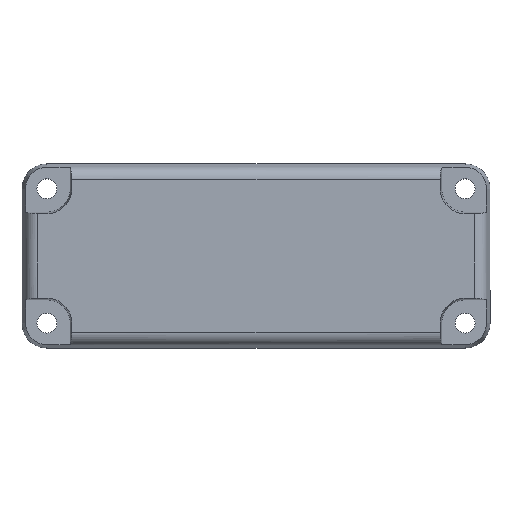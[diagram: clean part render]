
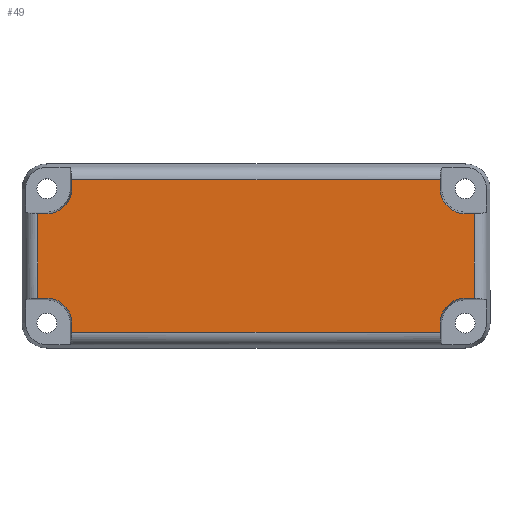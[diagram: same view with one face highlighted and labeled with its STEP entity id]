
A CAD part, top view. The second image highlights one B-rep face of the part: STEP entity #49.
In plain terms, the highlighted planar face has unit normal (0, 0, 1).
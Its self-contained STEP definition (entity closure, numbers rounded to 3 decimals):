
#14 = DIRECTION ( 'NONE',  ( 1., 0., 0. ) ) ;
#24 = CARTESIAN_POINT ( 'NONE',  ( -96.5, -19.5, 10. ) ) ;
#49 = ADVANCED_FACE ( 'NONE', ( #1360 ), #1048, .F. ) ;
#128 = ORIENTED_EDGE ( 'NONE', *, *, #1284, .T. ) ;
#130 = VERTEX_POINT ( 'NONE', #156 ) ;
#149 = CARTESIAN_POINT ( 'NONE',  ( -85., 35.217, 10. ) ) ;
#156 = CARTESIAN_POINT ( 'NONE',  ( -100.717, 19.5, 10. ) ) ;
#157 = EDGE_LOOP ( 'NONE', ( #128, #977, #242, #2018, #1511, #1466, #773, #1889, #290, #1975, #1952, #816, #1062, #1637, #1124, #1739 ) ) ;
#162 = CARTESIAN_POINT ( 'NONE',  ( -85., -31., 10. ) ) ;
#164 = EDGE_CURVE ( 'NONE', #130, #362, #1096, .T. ) ;
#168 = CARTESIAN_POINT ( 'NONE',  ( -96.5, 19.5, 10. ) ) ;
#191 = CARTESIAN_POINT ( 'NONE',  ( -96.5, -19.5, 10. ) ) ;
#192 = VECTOR ( 'NONE', #1121, 1000. ) ;
#235 = VERTEX_POINT ( 'NONE', #24 ) ;
#241 = EDGE_CURVE ( 'NONE', #1232, #931, #534, .T. ) ;
#242 = ORIENTED_EDGE ( 'NONE', *, *, #2045, .F. ) ;
#246 = VECTOR ( 'NONE', #286, 1000. ) ;
#250 = VECTOR ( 'NONE', #1321, 1000. ) ;
#253 = CIRCLE ( 'NONE', #1786, 11.5 ) ;
#255 = EDGE_CURVE ( 'NONE', #1404, #874, #1921, .T. ) ;
#279 = CARTESIAN_POINT ( 'NONE',  ( 96.5, -19.5, 10. ) ) ;
#286 = DIRECTION ( 'NONE',  ( 1., 0., 0. ) ) ;
#290 = ORIENTED_EDGE ( 'NONE', *, *, #1247, .T. ) ;
#297 = DIRECTION ( 'NONE',  ( 0., -1., 0. ) ) ;
#350 = CARTESIAN_POINT ( 'NONE',  ( -85., -35.217, 10. ) ) ;
#359 = DIRECTION ( 'NONE',  ( -1., 0., 0. ) ) ;
#360 = VERTEX_POINT ( 'NONE', #837 ) ;
#362 = VERTEX_POINT ( 'NONE', #1684 ) ;
#404 = EDGE_CURVE ( 'NONE', #594, #235, #253, .T. ) ;
#435 = DIRECTION ( 'NONE',  ( 0., 0., 1. ) ) ;
#448 = CARTESIAN_POINT ( 'NONE',  ( 96.5, -31., 10. ) ) ;
#534 = CIRCLE ( 'NONE', #1463, 11.5 ) ;
#537 = DIRECTION ( 'NONE',  ( 0., 1., 0. ) ) ;
#572 = AXIS2_PLACEMENT_3D ( 'NONE', #1175, #1497, #1518 ) ;
#594 = VERTEX_POINT ( 'NONE', #162 ) ;
#596 = DIRECTION ( 'NONE',  ( 1., 0., 0. ) ) ;
#606 = CARTESIAN_POINT ( 'NONE',  ( 96.5, 19.5, 10. ) ) ;
#607 = VECTOR ( 'NONE', #2037, 1000. ) ;
#628 = DIRECTION ( 'NONE',  ( -1., 0., 0. ) ) ;
#636 = VECTOR ( 'NONE', #2119, 1000. ) ;
#640 = VERTEX_POINT ( 'NONE', #1486 ) ;
#651 = CIRCLE ( 'NONE', #572, 11.5 ) ;
#656 = VECTOR ( 'NONE', #359, 1000. ) ;
#718 = LINE ( 'NONE', #191, #607 ) ;
#738 = LINE ( 'NONE', #606, #246 ) ;
#773 = ORIENTED_EDGE ( 'NONE', *, *, #1353, .F. ) ;
#816 = ORIENTED_EDGE ( 'NONE', *, *, #404, .F. ) ;
#832 = DIRECTION ( 'NONE',  ( 0., 0., 1. ) ) ;
#837 = CARTESIAN_POINT ( 'NONE',  ( 85., -31., 10. ) ) ;
#856 = EDGE_CURVE ( 'NONE', #235, #362, #1994, .T. ) ;
#874 = VERTEX_POINT ( 'NONE', #2068 ) ;
#886 = CARTESIAN_POINT ( 'NONE',  ( -96.5, 31., 10. ) ) ;
#892 = VECTOR ( 'NONE', #1246, 1000. ) ;
#904 = DIRECTION ( 'NONE',  ( -1., 0., 0. ) ) ;
#915 = EDGE_CURVE ( 'NONE', #360, #2106, #1456, .T. ) ;
#931 = VERTEX_POINT ( 'NONE', #1598 ) ;
#968 = LINE ( 'NONE', #1771, #192 ) ;
#977 = ORIENTED_EDGE ( 'NONE', *, *, #1614, .T. ) ;
#997 = CARTESIAN_POINT ( 'NONE',  ( 85., 31., 10. ) ) ;
#1004 = DIRECTION ( 'NONE',  ( 0., 1., 0. ) ) ;
#1048 = PLANE ( 'NONE',  #1863 ) ;
#1053 = CARTESIAN_POINT ( 'NONE',  ( 100.717, 19.5, 10. ) ) ;
#1062 = ORIENTED_EDGE ( 'NONE', *, *, #1384, .T. ) ;
#1091 = CARTESIAN_POINT ( 'NONE',  ( 85., -42.5, 10. ) ) ;
#1096 = LINE ( 'NONE', #1795, #636 ) ;
#1114 = CARTESIAN_POINT ( 'NONE',  ( 100.717, 31., 10. ) ) ;
#1121 = DIRECTION ( 'NONE',  ( 1., 0., 0. ) ) ;
#1124 = ORIENTED_EDGE ( 'NONE', *, *, #915, .F. ) ;
#1151 = EDGE_CURVE ( 'NONE', #874, #1698, #1706, .T. ) ;
#1157 = CIRCLE ( 'NONE', #1238, 11.5 ) ;
#1173 = CARTESIAN_POINT ( 'NONE',  ( -96.5, 31., 10. ) ) ;
#1175 = CARTESIAN_POINT ( 'NONE',  ( 96.5, 31., 10. ) ) ;
#1232 = VERTEX_POINT ( 'NONE', #1492 ) ;
#1238 = AXIS2_PLACEMENT_3D ( 'NONE', #448, #435, #596 ) ;
#1239 = CARTESIAN_POINT ( 'NONE',  ( -96.5, -19.5, 10. ) ) ;
#1246 = DIRECTION ( 'NONE',  ( 0., -1., 0. ) ) ;
#1247 = EDGE_CURVE ( 'NONE', #1232, #130, #1802, .T. ) ;
#1274 = LINE ( 'NONE', #1520, #1753 ) ;
#1282 = CARTESIAN_POINT ( 'NONE',  ( -96.5, -31., 10. ) ) ;
#1284 = EDGE_CURVE ( 'NONE', #1601, #640, #718, .T. ) ;
#1292 = VERTEX_POINT ( 'NONE', #1053 ) ;
#1293 = DIRECTION ( 'NONE',  ( 0., 1., 0. ) ) ;
#1321 = DIRECTION ( 'NONE',  ( -1., 0., 0. ) ) ;
#1353 = EDGE_CURVE ( 'NONE', #931, #1698, #1274, .T. ) ;
#1360 = FACE_OUTER_BOUND ( 'NONE', #157, .T. ) ;
#1384 = EDGE_CURVE ( 'NONE', #594, #1790, #2147, .T. ) ;
#1404 = VERTEX_POINT ( 'NONE', #1916 ) ;
#1414 = CARTESIAN_POINT ( 'NONE',  ( 96.5, 19.5, 10. ) ) ;
#1423 = VERTEX_POINT ( 'NONE', #1414 ) ;
#1455 = LINE ( 'NONE', #1114, #1477 ) ;
#1456 = LINE ( 'NONE', #1091, #1481 ) ;
#1463 = AXIS2_PLACEMENT_3D ( 'NONE', #1173, #832, #14 ) ;
#1466 = ORIENTED_EDGE ( 'NONE', *, *, #1151, .T. ) ;
#1477 = VECTOR ( 'NONE', #1293, 1000. ) ;
#1481 = VECTOR ( 'NONE', #297, 1000. ) ;
#1486 = CARTESIAN_POINT ( 'NONE',  ( 100.717, -19.5, 10. ) ) ;
#1492 = CARTESIAN_POINT ( 'NONE',  ( -96.5, 19.5, 10. ) ) ;
#1497 = DIRECTION ( 'NONE',  ( 0., 0., 1. ) ) ;
#1511 = ORIENTED_EDGE ( 'NONE', *, *, #255, .T. ) ;
#1518 = DIRECTION ( 'NONE',  ( -1., 0., 0. ) ) ;
#1520 = CARTESIAN_POINT ( 'NONE',  ( -85., 42.5, 10. ) ) ;
#1530 = EDGE_CURVE ( 'NONE', #1790, #2106, #968, .T. ) ;
#1552 = DIRECTION ( 'NONE',  ( -1., 0., 0. ) ) ;
#1590 = VECTOR ( 'NONE', #1004, 1000. ) ;
#1598 = CARTESIAN_POINT ( 'NONE',  ( -85., 31., 10. ) ) ;
#1601 = VERTEX_POINT ( 'NONE', #279 ) ;
#1610 = DIRECTION ( 'NONE',  ( 0., 0., 1. ) ) ;
#1614 = EDGE_CURVE ( 'NONE', #640, #1292, #1455, .T. ) ;
#1637 = ORIENTED_EDGE ( 'NONE', *, *, #1530, .T. ) ;
#1666 = CARTESIAN_POINT ( 'NONE',  ( -96.5, 35.217, 10. ) ) ;
#1684 = CARTESIAN_POINT ( 'NONE',  ( -100.717, -19.5, 10. ) ) ;
#1698 = VERTEX_POINT ( 'NONE', #149 ) ;
#1703 = DIRECTION ( 'NONE',  ( 0., 0., -1. ) ) ;
#1706 = LINE ( 'NONE', #1666, #656 ) ;
#1739 = ORIENTED_EDGE ( 'NONE', *, *, #2074, .F. ) ;
#1749 = CARTESIAN_POINT ( 'NONE',  ( 85., -35.217, 10. ) ) ;
#1753 = VECTOR ( 'NONE', #537, 1000. ) ;
#1771 = CARTESIAN_POINT ( 'NONE',  ( -96.5, -35.217, 10. ) ) ;
#1786 = AXIS2_PLACEMENT_3D ( 'NONE', #1282, #1610, #628 ) ;
#1790 = VERTEX_POINT ( 'NONE', #350 ) ;
#1795 = CARTESIAN_POINT ( 'NONE',  ( -100.717, 31., 10. ) ) ;
#1797 = EDGE_CURVE ( 'NONE', #1404, #1423, #651, .T. ) ;
#1802 = LINE ( 'NONE', #168, #250 ) ;
#1863 = AXIS2_PLACEMENT_3D ( 'NONE', #886, #1703, #1552 ) ;
#1889 = ORIENTED_EDGE ( 'NONE', *, *, #241, .F. ) ;
#1916 = CARTESIAN_POINT ( 'NONE',  ( 85., 31., 10. ) ) ;
#1921 = LINE ( 'NONE', #997, #1590 ) ;
#1952 = ORIENTED_EDGE ( 'NONE', *, *, #856, .F. ) ;
#1975 = ORIENTED_EDGE ( 'NONE', *, *, #164, .T. ) ;
#1994 = LINE ( 'NONE', #1239, #2052 ) ;
#2018 = ORIENTED_EDGE ( 'NONE', *, *, #1797, .F. ) ;
#2037 = DIRECTION ( 'NONE',  ( 1., 0., 0. ) ) ;
#2045 = EDGE_CURVE ( 'NONE', #1423, #1292, #738, .T. ) ;
#2052 = VECTOR ( 'NONE', #904, 1000. ) ;
#2068 = CARTESIAN_POINT ( 'NONE',  ( 85., 35.217, 10. ) ) ;
#2074 = EDGE_CURVE ( 'NONE', #1601, #360, #1157, .T. ) ;
#2079 = CARTESIAN_POINT ( 'NONE',  ( -85., 31., 10. ) ) ;
#2106 = VERTEX_POINT ( 'NONE', #1749 ) ;
#2119 = DIRECTION ( 'NONE',  ( 0., -1., 0. ) ) ;
#2147 = LINE ( 'NONE', #2079, #892 ) ;
